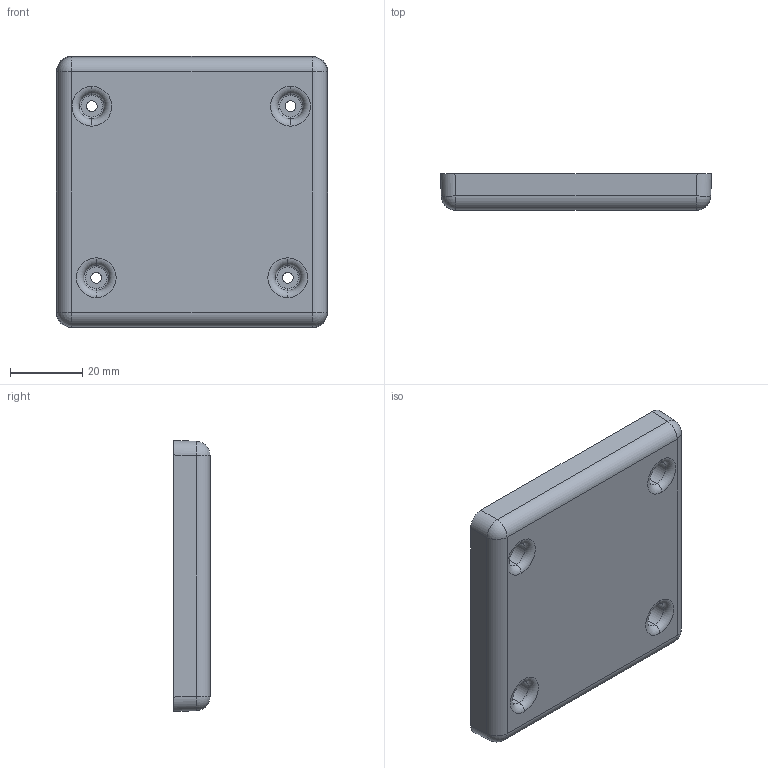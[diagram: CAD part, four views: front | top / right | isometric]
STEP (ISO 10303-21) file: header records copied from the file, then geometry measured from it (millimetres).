
FILE_DESCRIPTION (( 'STEP AP214' ), '1' );
FILE_NAME ('Case Bottom, Dryer Texting Device - X1 2017-11-07.STEP', '2017-11-07T16:14:16', ( '' ), ( '' ), 'SwSTEP 2.0', 'SolidWorks 2016', '' );
FILE_SCHEMA (( 'AUTOMOTIVE_DESIGN' ));
Length unit declared in the file: millimetre
Products named in the file (1): Case Bottom, Dryer Texting Device - X1   2017-11-07
Bounding box: 75 x 10 x 75 mm (x, y, z)
Volume: 16606.3 mm3; surface area: 17220 mm2
Topology: 1 solids, 1 shells, 93 faces, 207 edges, 116 vertices
Faces by surface type: cylinder 40, torus 25, plane 19, sphere 8, bspline 1
Entity records: 2618 total; most frequent: DIRECTION 499, CARTESIAN_POINT 492, ORIENTED_EDGE 398, AXIS2_PLACEMENT_3D 217, EDGE_CURVE 199, CIRCLE 124, VERTEX_POINT 116, EDGE_LOOP 109
